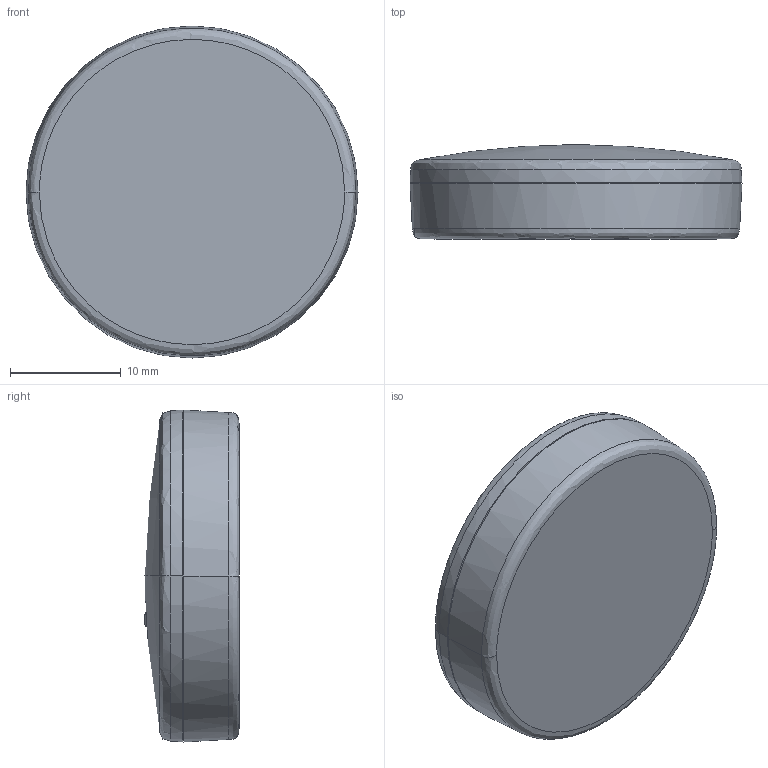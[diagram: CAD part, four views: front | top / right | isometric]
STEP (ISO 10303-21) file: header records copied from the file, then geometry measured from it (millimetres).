
FILE_DESCRIPTION (( 'STEP AP203' ), '1' );
FILE_NAME ('test-task-final-assembly.STEP', '2024-05-28T12:25:12', ( '' ), ( '' ), 'SwSTEP 2.0', 'SolidWorks 2024', '' );
FILE_SCHEMA (( 'CONFIG_CONTROL_DESIGN' ));
Length unit declared in the file: millimetre
Products named in the file (7): Assem of PCB_for test ME.STEP; CR2032_.STEP; test-task-final-assembly; Assem of PCB_for test ME; TOP; PCB_for test ME.STEP; BOTTOM
Assembly tree (6 placements, depth 4):
  test-task-final-assembly
    Assem of PCB_for test ME
      Assem of PCB_for test ME.STEP
        PCB_for test ME.STEP
        CR2032_.STEP
    TOP
    BOTTOM
Bounding box: 30 x 8.5 x 30 mm (x, y, z)
Volume: 2535.3 mm3; surface area: 6899 mm2
Topology: 14 solids, 34 shells, 894 faces, 2264 edges, 1462 vertices
Faces by surface type: plane 540, cylinder 241, bspline 69, cone 28, torus 8, sphere 8
Entity records: 33278 total; most frequent: CARTESIAN_POINT 11029, ORIENTED_EDGE 4528, DIRECTION 4250, EDGE_CURVE 2264, LINE 1550, VECTOR 1550, VERTEX_POINT 1462, AXIS2_PLACEMENT_3D 1350
